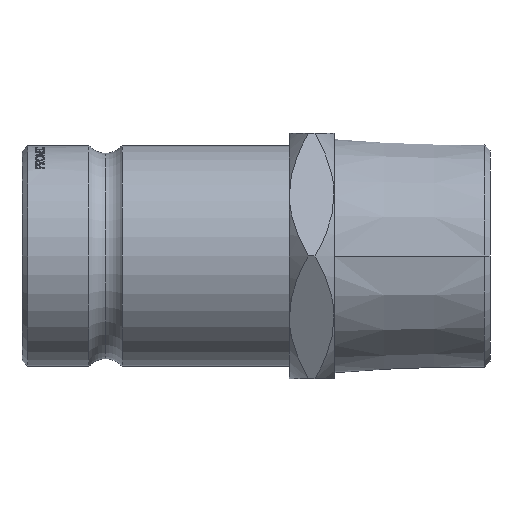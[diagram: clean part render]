
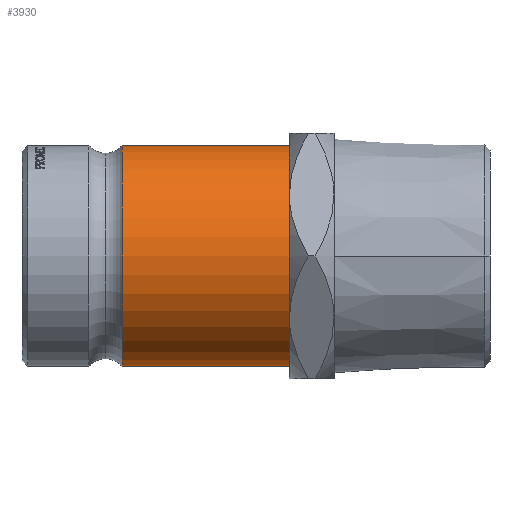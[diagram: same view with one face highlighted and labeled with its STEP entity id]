
A CAD part, front view. The second image highlights one B-rep face of the part: STEP entity #3930.
In plain terms, the highlighted cylindrical face has radius 9.9 mm (diameter 19.8 mm), a partial arc.
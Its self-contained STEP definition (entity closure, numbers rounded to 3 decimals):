
#81 = LINE ( 'NONE', #5056, #1597 ) ;
#113 = CARTESIAN_POINT ( 'NONE',  ( 9., 0., -9.9 ) ) ;
#190 = VERTEX_POINT ( 'NONE', #4618 ) ;
#204 = ORIENTED_EDGE ( 'NONE', *, *, #3455, .T. ) ;
#353 = ORIENTED_EDGE ( 'NONE', *, *, #1270, .T. ) ;
#621 = DIRECTION ( 'NONE',  ( 0., 0., 1. ) ) ;
#827 = DIRECTION ( 'NONE',  ( -1., 0., 0. ) ) ;
#940 = DIRECTION ( 'NONE',  ( -1., 0., 0. ) ) ;
#1182 = AXIS2_PLACEMENT_3D ( 'NONE', #5150, #3501, #5177 ) ;
#1270 = EDGE_CURVE ( 'NONE', #1351, #190, #81, .T. ) ;
#1325 = DIRECTION ( 'NONE',  ( -1., 0., 0. ) ) ;
#1351 = VERTEX_POINT ( 'NONE', #1563 ) ;
#1563 = CARTESIAN_POINT ( 'NONE',  ( 24., 0., 9.9 ) ) ;
#1597 = VECTOR ( 'NONE', #1325, 1000. ) ;
#1700 = AXIS2_PLACEMENT_3D ( 'NONE', #2131, #940, #4628 ) ;
#2053 = EDGE_CURVE ( 'NONE', #2375, #5132, #2447, .T. ) ;
#2131 = CARTESIAN_POINT ( 'NONE',  ( 0., 0., 0. ) ) ;
#2375 = VERTEX_POINT ( 'NONE', #4796 ) ;
#2447 = LINE ( 'NONE', #2778, #3509 ) ;
#2636 = FACE_OUTER_BOUND ( 'NONE', #5339, .T. ) ;
#2778 = CARTESIAN_POINT ( 'NONE',  ( 0., 0., -9.9 ) ) ;
#2819 = CIRCLE ( 'NONE', #4213, 9.9 ) ;
#3427 = CIRCLE ( 'NONE', #1182, 9.9 ) ;
#3455 = EDGE_CURVE ( 'NONE', #2375, #1351, #2819, .T. ) ;
#3470 = DIRECTION ( 'NONE',  ( -1., 0., 0. ) ) ;
#3501 = DIRECTION ( 'NONE',  ( -1., 0., 0. ) ) ;
#3509 = VECTOR ( 'NONE', #827, 1000. ) ;
#3930 = ADVANCED_FACE ( 'NONE', ( #2636 ), #5051, .T. ) ;
#4158 = ORIENTED_EDGE ( 'NONE', *, *, #2053, .F. ) ;
#4213 = AXIS2_PLACEMENT_3D ( 'NONE', #4640, #3470, #621 ) ;
#4255 = EDGE_CURVE ( 'NONE', #5132, #190, #3427, .T. ) ;
#4330 = ORIENTED_EDGE ( 'NONE', *, *, #4255, .F. ) ;
#4618 = CARTESIAN_POINT ( 'NONE',  ( 9., 0., 9.9 ) ) ;
#4628 = DIRECTION ( 'NONE',  ( 0., 0., 1. ) ) ;
#4640 = CARTESIAN_POINT ( 'NONE',  ( 24., 0., 0. ) ) ;
#4796 = CARTESIAN_POINT ( 'NONE',  ( 24., 0., -9.9 ) ) ;
#5051 = CYLINDRICAL_SURFACE ( 'NONE', #1700, 9.9 ) ;
#5056 = CARTESIAN_POINT ( 'NONE',  ( 0., 0., 9.9 ) ) ;
#5132 = VERTEX_POINT ( 'NONE', #113 ) ;
#5150 = CARTESIAN_POINT ( 'NONE',  ( 9., 0., 0. ) ) ;
#5177 = DIRECTION ( 'NONE',  ( 0., 0., 1. ) ) ;
#5339 = EDGE_LOOP ( 'NONE', ( #4158, #204, #353, #4330 ) ) ;
